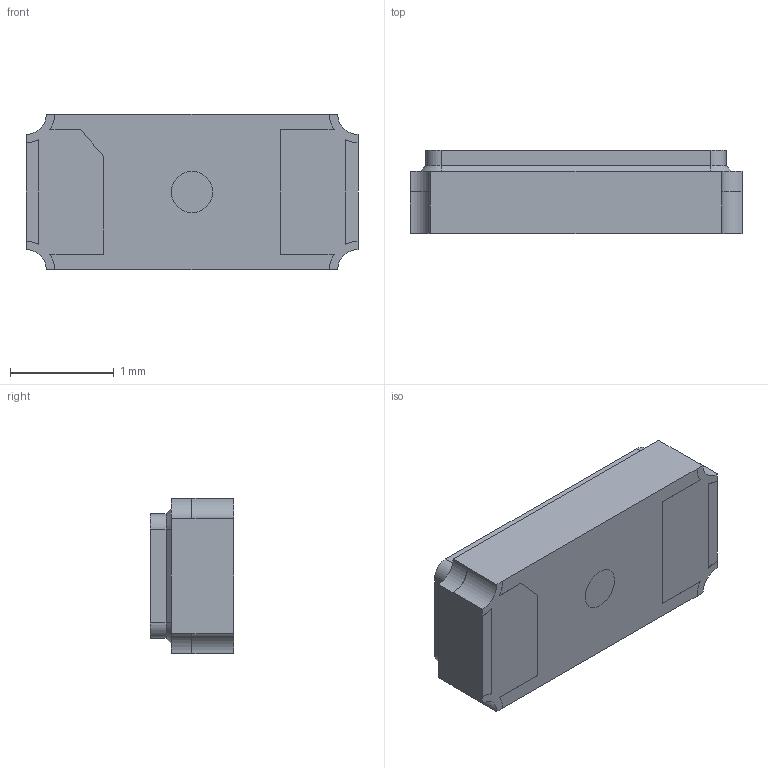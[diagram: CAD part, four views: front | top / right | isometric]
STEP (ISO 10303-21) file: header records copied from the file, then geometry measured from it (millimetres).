
FILE_DESCRIPTION(/* description */ ('STEP AP242','CAx-IF Rec.Pracs.---Representation and Presentation of Product Manufacturing Information (PMI)---4.0---2014-10-13','CAx-IF Rec.Pracs.---3D Tessellated Geometry---0.4---2014-09-14','2;1'),/* implementation_level */ '2;1');
FILE_NAME(/* name */ '66c90a317583910dcd21e15c',/* time_stamp */ '2024-08-23T22:16:18Z',/* author */ (''),/* organization */ (''),/* preprocessor_version */ 'ST-DEVELOPER v20',/* originating_system */ ' ',/* authorisation */ ' ');
FILE_SCHEMA (('AP242_MANAGED_MODEL_BASED_3D_ENGINEERING_MIM_LF { 1 0 10303 442 1 1 4 }'));
Length unit declared in the file: metre
Products named in the file (1): FC-135
Bounding box: 3.2 x 0.8 x 1.5 mm (x, y, z)
Volume: 3.5 mm3; surface area: 16.2 mm2
Topology: 1 solids, 1 shells, 58 faces, 155 edges, 101 vertices
Faces by surface type: plane 33, cylinder 21, cone 4
Full cylindrical faces by diameter (mm): 0.4 x1
Entity records: 1902 total; most frequent: DIRECTION 317, CARTESIAN_POINT 312, ORIENTED_EDGE 306, EDGE_CURVE 153, LINE 107, VECTOR 107, AXIS2_PLACEMENT_3D 105, VERTEX_POINT 100
